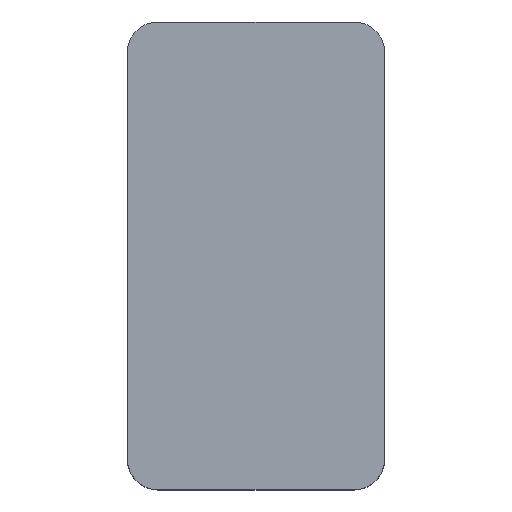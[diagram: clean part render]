
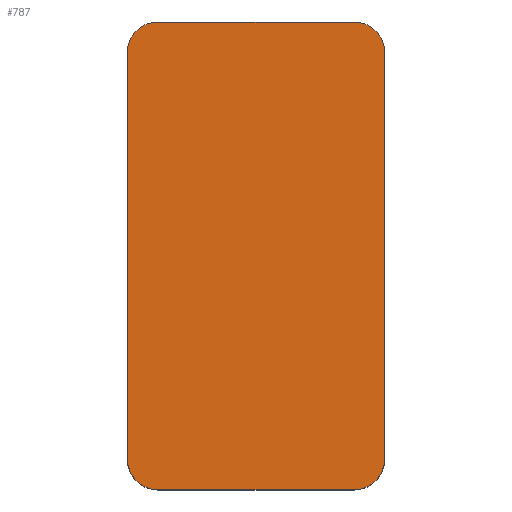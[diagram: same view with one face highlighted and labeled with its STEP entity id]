
A CAD part, top view. The second image highlights one B-rep face of the part: STEP entity #787.
In plain terms, the highlighted planar face has unit normal (0, 0, 1).
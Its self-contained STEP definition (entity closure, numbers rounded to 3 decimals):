
#198=PLANE('',#864);
#238=LINE('',#1330,#286);
#244=LINE('',#1350,#292);
#247=LINE('',#1358,#295);
#249=LINE('',#1364,#297);
#286=VECTOR('',#1057,196.);
#292=VECTOR('',#1077,406.);
#295=VECTOR('',#1086,196.);
#297=VECTOR('',#1094,406.);
#346=FACE_OUTER_BOUND('',#388,.T.);
#388=EDGE_LOOP('',(#725,#726,#727,#728,#729,#730,#731,#732));
#425=CIRCLE('',#848,30.);
#430=CIRCLE('',#856,30.);
#431=CIRCLE('',#859,30.);
#432=CIRCLE('',#862,30.);
#473=VERTEX_POINT('',#1317);
#474=VERTEX_POINT('',#1318);
#478=VERTEX_POINT('',#1328);
#484=VERTEX_POINT('',#1344);
#485=VERTEX_POINT('',#1348);
#486=VERTEX_POINT('',#1352);
#487=VERTEX_POINT('',#1356);
#488=VERTEX_POINT('',#1360);
#549=EDGE_CURVE('',#473,#474,#425,.T.);
#555=EDGE_CURVE('',#478,#473,#238,.T.);
#562=EDGE_CURVE('',#484,#478,#430,.T.);
#565=EDGE_CURVE('',#485,#484,#244,.T.);
#566=EDGE_CURVE('',#486,#485,#431,.T.);
#569=EDGE_CURVE('',#487,#486,#247,.T.);
#570=EDGE_CURVE('',#488,#487,#432,.T.);
#572=EDGE_CURVE('',#474,#488,#249,.T.);
#725=ORIENTED_EDGE('',*,*,#549,.F.);
#726=ORIENTED_EDGE('',*,*,#555,.F.);
#727=ORIENTED_EDGE('',*,*,#562,.F.);
#728=ORIENTED_EDGE('',*,*,#565,.F.);
#729=ORIENTED_EDGE('',*,*,#566,.F.);
#730=ORIENTED_EDGE('',*,*,#569,.F.);
#731=ORIENTED_EDGE('',*,*,#570,.F.);
#732=ORIENTED_EDGE('',*,*,#572,.F.);
#787=ADVANCED_FACE('',(#346),#198,.T.);
#848=AXIS2_PLACEMENT_3D('',#1319,#1047,#1048);
#856=AXIS2_PLACEMENT_3D('',#1345,#1071,#1072);
#859=AXIS2_PLACEMENT_3D('',#1353,#1080,#1081);
#862=AXIS2_PLACEMENT_3D('',#1361,#1089,#1090);
#864=AXIS2_PLACEMENT_3D('',#1365,#1095,#1096);
#1047=DIRECTION('center_axis',(0.,0.,-1.));
#1048=DIRECTION('ref_axis',(0.707,0.707,0.));
#1057=DIRECTION('',(1.,0.,0.));
#1071=DIRECTION('center_axis',(0.,0.,-1.));
#1072=DIRECTION('ref_axis',(-0.707,0.707,0.));
#1077=DIRECTION('',(0.,1.,0.));
#1080=DIRECTION('center_axis',(0.,0.,-1.));
#1081=DIRECTION('ref_axis',(-0.707,-0.707,0.));
#1086=DIRECTION('',(-1.,0.,0.));
#1089=DIRECTION('center_axis',(0.,0.,-1.));
#1090=DIRECTION('ref_axis',(0.707,-0.707,0.));
#1094=DIRECTION('',(0.,-1.,0.));
#1095=DIRECTION('center_axis',(0.,0.,1.));
#1096=DIRECTION('ref_axis',(1.,0.,0.));
#1317=CARTESIAN_POINT('',(98.,233.,4.5));
#1318=CARTESIAN_POINT('',(128.,203.,4.5));
#1319=CARTESIAN_POINT('Origin',(98.,203.,4.5));
#1328=CARTESIAN_POINT('',(-98.,233.,4.5));
#1330=CARTESIAN_POINT('',(-128.,233.,4.5));
#1344=CARTESIAN_POINT('',(-128.,203.,4.5));
#1345=CARTESIAN_POINT('Origin',(-98.,203.,4.5));
#1348=CARTESIAN_POINT('',(-128.,-203.,4.5));
#1350=CARTESIAN_POINT('',(-128.,-233.,4.5));
#1352=CARTESIAN_POINT('',(-98.,-233.,4.5));
#1353=CARTESIAN_POINT('Origin',(-98.,-203.,4.5));
#1356=CARTESIAN_POINT('',(98.,-233.,4.5));
#1358=CARTESIAN_POINT('',(128.,-233.,4.5));
#1360=CARTESIAN_POINT('',(128.,-203.,4.5));
#1361=CARTESIAN_POINT('Origin',(98.,-203.,4.5));
#1364=CARTESIAN_POINT('',(128.,233.,4.5));
#1365=CARTESIAN_POINT('Origin',(0.,0.,
4.5));
